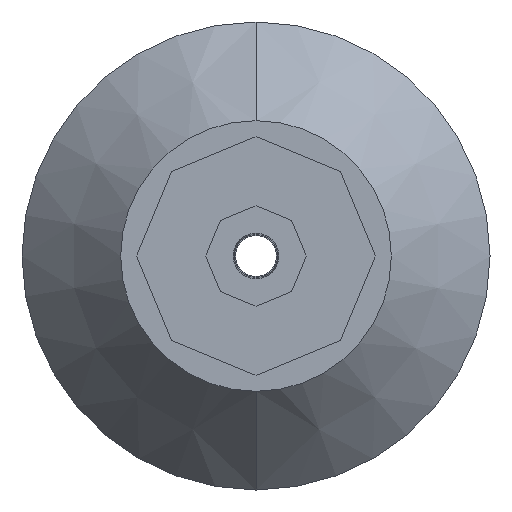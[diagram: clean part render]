
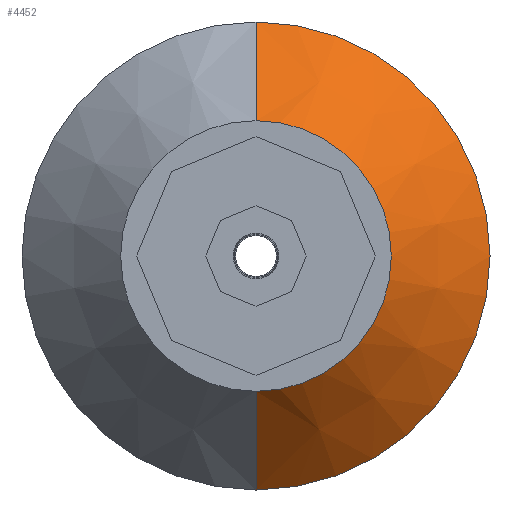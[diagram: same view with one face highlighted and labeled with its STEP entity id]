
A CAD part, front view. The second image highlights one B-rep face of the part: STEP entity #4452.
In plain terms, the highlighted conical face has half-angle 42.122 degrees and reference radius 64.008 mm.
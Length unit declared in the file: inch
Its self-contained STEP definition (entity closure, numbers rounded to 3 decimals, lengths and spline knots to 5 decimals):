
#1386 = DIRECTION ( 'NONE',  ( 0., 0., 1. ) ) ;
#1586 = DIRECTION ( 'NONE',  ( 0., 0.742, -0.671 ) ) ;
#2013 = AXIS2_PLACEMENT_3D ( 'NONE', #9130, #10499, #5246 ) ;
#2014 = ORIENTED_EDGE ( 'NONE', *, *, #3765, .F. ) ;
#3765 = EDGE_CURVE ( 'NONE', #14770, #12586, #14296, .T. ) ;
#3832 = CARTESIAN_POINT ( 'NONE',  ( 0., -3.15397, 1.4575 ) ) ;
#3833 = CARTESIAN_POINT ( 'NONE',  ( 0., -1.97897, 0. ) ) ;
#4196 = CARTESIAN_POINT ( 'NONE',  ( 0., -3.15397, -1.4575 ) ) ;
#4236 = DIRECTION ( 'NONE',  ( 0., -1., 0. ) ) ;
#4452 = ADVANCED_FACE ( 'NONE', ( #15792 ), #6208, .T. ) ;
#5246 = DIRECTION ( 'NONE',  ( 0., 0., -1. ) ) ;
#5406 = LINE ( 'NONE', #8130, #16247 ) ;
#5614 = DIRECTION ( 'NONE',  ( 0., 0.742, 0.671 ) ) ;
#5981 = EDGE_CURVE ( 'NONE', #14770, #13110, #5406, .T. ) ;
#6208 = CONICAL_SURFACE ( 'NONE', #10945, 2.52, 0.735 ) ;
#6536 = DIRECTION ( 'NONE',  ( 0., 1., 0. ) ) ;
#6666 = EDGE_CURVE ( 'NONE', #13110, #11120, #12924, .T. ) ;
#6945 = CARTESIAN_POINT ( 'NONE',  ( 0., -1.97897, 0. ) ) ;
#8130 = CARTESIAN_POINT ( 'NONE',  ( 0., -1.97897, -2.52 ) ) ;
#8164 = CARTESIAN_POINT ( 'NONE',  ( 0., -1.97897, 2.52 ) ) ;
#9037 = VECTOR ( 'NONE', #5614, 39.37008 ) ;
#9130 = CARTESIAN_POINT ( 'NONE',  ( 0., -3.15397, 0. ) ) ;
#10499 = DIRECTION ( 'NONE',  ( 0., -1., 0. ) ) ;
#10859 = LINE ( 'NONE', #8164, #9037 ) ;
#10945 = AXIS2_PLACEMENT_3D ( 'NONE', #3833, #6536, #1386 ) ;
#11120 = VERTEX_POINT ( 'NONE', #16408 ) ;
#12185 = EDGE_CURVE ( 'NONE', #12586, #11120, #10859, .T. ) ;
#12586 = VERTEX_POINT ( 'NONE', #3832 ) ;
#12656 = ORIENTED_EDGE ( 'NONE', *, *, #5981, .T. ) ;
#12675 = ORIENTED_EDGE ( 'NONE', *, *, #6666, .T. ) ;
#12807 = DIRECTION ( 'NONE',  ( 0., 0., -1. ) ) ;
#12924 = CIRCLE ( 'NONE', #14871, 2.52 ) ;
#13045 = CARTESIAN_POINT ( 'NONE',  ( 0., -1.97897, -2.52 ) ) ;
#13110 = VERTEX_POINT ( 'NONE', #13045 ) ;
#14296 = CIRCLE ( 'NONE', #2013, 1.4575 ) ;
#14655 = ORIENTED_EDGE ( 'NONE', *, *, #12185, .F. ) ;
#14770 = VERTEX_POINT ( 'NONE', #4196 ) ;
#14871 = AXIS2_PLACEMENT_3D ( 'NONE', #6945, #4236, #12807 ) ;
#15792 = FACE_OUTER_BOUND ( 'NONE', #16456, .T. ) ;
#16247 = VECTOR ( 'NONE', #1586, 39.37008 ) ;
#16408 = CARTESIAN_POINT ( 'NONE',  ( 0., -1.97897, 2.52 ) ) ;
#16456 = EDGE_LOOP ( 'NONE', ( #2014, #12656, #12675, #14655 ) ) ;
